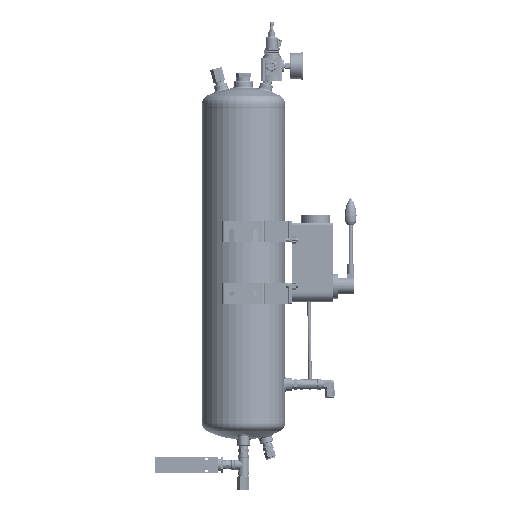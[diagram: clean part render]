
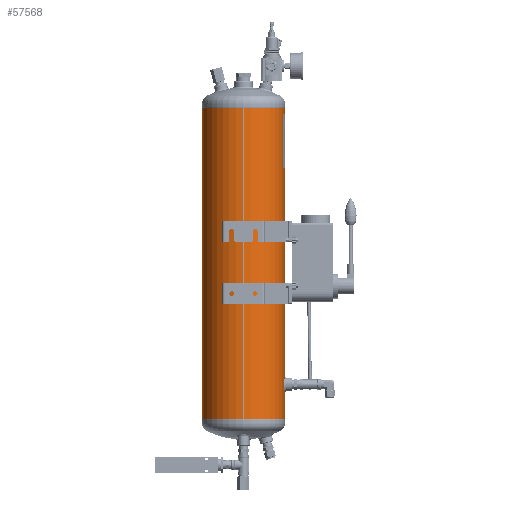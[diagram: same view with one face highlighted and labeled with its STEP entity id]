
A CAD part, left-side view. The second image highlights one B-rep face of the part: STEP entity #57568.
In plain terms, the highlighted cylindrical face has radius 100 mm (diameter 200 mm), a partial arc.
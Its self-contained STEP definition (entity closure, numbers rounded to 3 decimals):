
#3808=B_SPLINE_CURVE_WITH_KNOTS('',3,(#90797,#90798,#90799,#90800,#90801,
#90802,#90803,#90804,#90805,#90806,#90807),.UNSPECIFIED.,.T.,.F.,(1,1,1,
1,1,1,1,1,1,1,1,1,1,1,1),(-0.012,-0.008,-0.004,
0.,0.004,0.008,0.012,0.016,
0.02,0.023,0.027,0.031,
0.035,0.039,0.043),.UNSPECIFIED.);
#3809=B_SPLINE_CURVE_WITH_KNOTS('',3,(#90809,#90810,#90811,#90812,#90813,
#90814,#90815,#90816,#90817,#90818,#90819),.UNSPECIFIED.,.T.,.F.,(1,1,1,
1,1,1,1,1,1,1,1,1,1,1,1),(-0.012,-0.008,-0.004,
0.,0.004,0.008,0.012,0.016,
0.02,0.023,0.027,0.031,
0.035,0.039,0.043),.UNSPECIFIED.);
#3810=B_SPLINE_CURVE_WITH_KNOTS('',3,(#90821,#90822,#90823,#90824,#90825,
#90826,#90827,#90828,#90829,#90830,#90831,#90832,#90833,#90834,#90835,#90836,
#90837,#90838,#90839),.UNSPECIFIED.,.T.,.F.,(1,1,1,1,1,1,1,1,1,1,1,1,1,
1,1,1,1,1,1,1,1,1,1),(-0.018,-0.012,-0.006,
0.,0.006,0.012,0.018,
0.023,0.029,0.035,0.041,
0.047,0.053,0.059,0.065,
0.07,0.076,0.082,0.088,
0.094,0.1,0.106,0.112),
 .UNSPECIFIED.);
#6191=LINE('',#90841,#9983);
#6192=LINE('',#90846,#9984);
#9983=VECTOR('',#75126,1000.);
#9984=VECTOR('',#75129,1000.);
#13780=ORIENTED_EDGE('',*,*,#30938,.T.);
#13781=ORIENTED_EDGE('',*,*,#30939,.T.);
#13782=ORIENTED_EDGE('',*,*,#30940,.T.);
#13783=ORIENTED_EDGE('',*,*,#30941,.T.);
#13784=ORIENTED_EDGE('',*,*,#30942,.T.);
#13785=ORIENTED_EDGE('',*,*,#30943,.F.);
#13786=ORIENTED_EDGE('',*,*,#30944,.F.);
#30938=EDGE_CURVE('',#39517,#39517,#3808,.T.);
#30939=EDGE_CURVE('',#39518,#39518,#3809,.T.);
#30940=EDGE_CURVE('',#39519,#39519,#3810,.T.);
#30941=EDGE_CURVE('',#39520,#39521,#6191,.T.);
#30942=EDGE_CURVE('',#39521,#39522,#45499,.T.);
#30943=EDGE_CURVE('',#39523,#39522,#6192,.T.);
#30944=EDGE_CURVE('',#39520,#39523,#45500,.T.);
#39517=VERTEX_POINT('',#90808);
#39518=VERTEX_POINT('',#90820);
#39519=VERTEX_POINT('',#90840);
#39520=VERTEX_POINT('',#90842);
#39521=VERTEX_POINT('',#90843);
#39522=VERTEX_POINT('',#90845);
#39523=VERTEX_POINT('',#90847);
#45499=CIRCLE('',#69201,100.);
#45500=CIRCLE('',#69202,100.);
#47536=EDGE_LOOP('',(#13780));
#47537=EDGE_LOOP('',(#13781));
#47538=EDGE_LOOP('',(#13782));
#47539=EDGE_LOOP('',(#13783,#13784,#13785,#13786));
#52117=FACE_BOUND('',#47536,.T.);
#52118=FACE_BOUND('',#47537,.T.);
#52119=FACE_BOUND('',#47538,.T.);
#52120=FACE_BOUND('',#47539,.T.);
#56698=CYLINDRICAL_SURFACE('',#69200,100.);
#57568=ADVANCED_FACE('',(#52117,#52118,#52119,#52120),#56698,.T.);
#69200=AXIS2_PLACEMENT_3D('',#90796,#75124,#75125);
#69201=AXIS2_PLACEMENT_3D('',#90844,#75127,#75128);
#69202=AXIS2_PLACEMENT_3D('',#90848,#75130,#75131);
#75124=DIRECTION('',(0.,-1.,0.));
#75125=DIRECTION('',(0.,0.,-1.));
#75126=DIRECTION('',(0.,-1.,0.));
#75127=DIRECTION('',(0.,1.,0.));
#75128=DIRECTION('',(1.,0.,0.));
#75129=DIRECTION('',(0.,-1.,0.));
#75130=DIRECTION('',(0.,1.,0.));
#75131=DIRECTION('',(1.,0.,0.));
#90796=CARTESIAN_POINT('',(0.,750.,0.));
#90797=CARTESIAN_POINT('',(-3.915,48.922,-99.938));
#90798=CARTESIAN_POINT('',(-5.542,44.999,-99.844));
#90799=CARTESIAN_POINT('',(-3.916,41.082,-99.938));
#90800=CARTESIAN_POINT('',(-0.004,39.46,-100.031));
#90801=CARTESIAN_POINT('',(3.917,41.079,-99.938));
#90802=CARTESIAN_POINT('',(5.54,44.999,-99.844));
#90803=CARTESIAN_POINT('',(3.922,48.913,-99.937));
#90804=CARTESIAN_POINT('',(0.006,50.541,-100.031));
#90805=CARTESIAN_POINT('',(-3.915,48.922,-99.938));
#90806=CARTESIAN_POINT('',(-5.542,44.999,-99.844));
#90807=CARTESIAN_POINT('',(-3.916,41.082,-99.938));
#90808=CARTESIAN_POINT('',(-5.,45.,-99.875));
#90809=CARTESIAN_POINT('',(-3.915,158.922,-99.938));
#90810=CARTESIAN_POINT('',(-5.542,154.999,-99.844));
#90811=CARTESIAN_POINT('',(-3.916,151.082,-99.938));
#90812=CARTESIAN_POINT('',(-0.004,149.46,-100.031));
#90813=CARTESIAN_POINT('',(3.917,151.079,-99.938));
#90814=CARTESIAN_POINT('',(5.54,154.999,-99.844));
#90815=CARTESIAN_POINT('',(3.922,158.913,-99.937));
#90816=CARTESIAN_POINT('',(0.006,160.541,-100.031));
#90817=CARTESIAN_POINT('',(-3.915,158.922,-99.938));
#90818=CARTESIAN_POINT('',(-5.542,154.999,-99.844));
#90819=CARTESIAN_POINT('',(-3.916,151.082,-99.938));
#90820=CARTESIAN_POINT('',(-5.,155.,-99.875));
#90821=CARTESIAN_POINT('',(-98.994,672.42,14.208));
#90822=CARTESIAN_POINT('',(-98.806,666.495,15.395));
#90823=CARTESIAN_POINT('',(-98.993,660.6,14.214));
#90824=CARTESIAN_POINT('',(-99.436,655.617,10.88));
#90825=CARTESIAN_POINT('',(-99.878,652.286,5.9));
#90826=CARTESIAN_POINT('',(-100.061,651.109,0.009));
#90827=CARTESIAN_POINT('',(-99.879,652.279,-5.887));
#90828=CARTESIAN_POINT('',(-99.437,655.615,-10.879));
#90829=CARTESIAN_POINT('',(-98.992,660.601,-14.215));
#90830=CARTESIAN_POINT('',(-98.807,666.494,-15.391));
#90831=CARTESIAN_POINT('',(-98.992,672.387,-14.219));
#90832=CARTESIAN_POINT('',(-99.435,677.371,-10.892));
#90833=CARTESIAN_POINT('',(-99.877,680.709,-5.914));
#90834=CARTESIAN_POINT('',(-100.061,681.893,-0.013));
#90835=CARTESIAN_POINT('',(-99.878,680.72,5.889));
#90836=CARTESIAN_POINT('',(-99.437,677.387,10.874));
#90837=CARTESIAN_POINT('',(-98.994,672.42,14.208));
#90838=CARTESIAN_POINT('',(-98.806,666.495,15.395));
#90839=CARTESIAN_POINT('',(-98.993,660.6,14.214));
#90840=CARTESIAN_POINT('',(-98.869,666.5,15.));
#90841=CARTESIAN_POINT('',(0.254,801.561,100.));
#90842=CARTESIAN_POINT('',(0.254,750.,100.));
#90843=CARTESIAN_POINT('',(0.254,0.,100.));
#90844=CARTESIAN_POINT('',(0.,0.,0.));
#90845=CARTESIAN_POINT('',(-0.254,0.,100.));
#90846=CARTESIAN_POINT('',(-0.254,801.561,100.));
#90847=CARTESIAN_POINT('',(-0.254,750.,100.));
#90848=CARTESIAN_POINT('',(0.,750.,0.));
